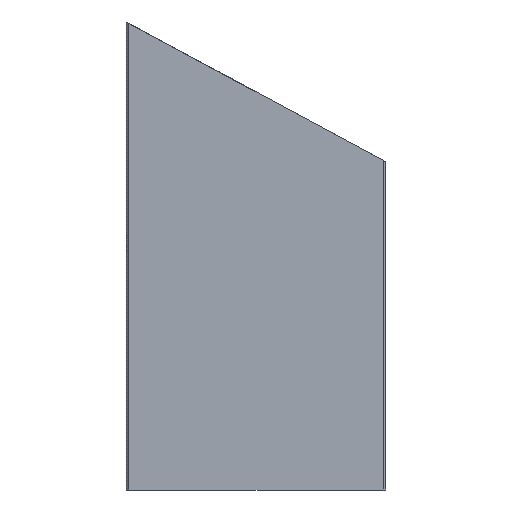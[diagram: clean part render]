
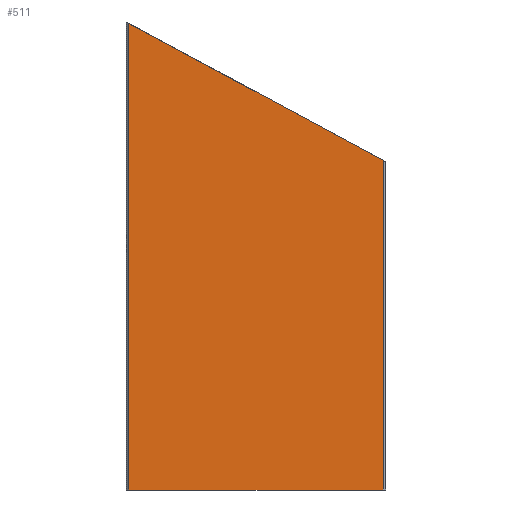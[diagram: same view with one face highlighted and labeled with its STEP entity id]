
A CAD part, left-side view. The second image highlights one B-rep face of the part: STEP entity #511.
In plain terms, the highlighted planar face has unit normal (-1, 0, 0).
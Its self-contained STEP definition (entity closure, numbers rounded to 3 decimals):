
#126 = VERTEX_POINT('',#127);
#127 = CARTESIAN_POINT('',(0.,-179.7,76.785));
#213 = VERTEX_POINT('',#214);
#214 = CARTESIAN_POINT('',(0.,-221.6,54.215));
#220 = EDGE_CURVE('',#126,#213,#221,.T.);
#221 = LINE('',#222,#223);
#222 = CARTESIAN_POINT('',(0.,-179.3,77.));
#223 = VECTOR('',#224,1.);
#224 = DIRECTION('',(0.,-0.88,-0.474));
#397 = VERTEX_POINT('',#398);
#398 = CARTESIAN_POINT('',(0.,-221.6,0.));
#406 = EDGE_CURVE('',#397,#213,#407,.T.);
#407 = LINE('',#408,#409);
#408 = CARTESIAN_POINT('',(0.,-221.6,0.));
#409 = VECTOR('',#410,1.);
#410 = DIRECTION('',(0.,0.,1.));
#420 = EDGE_CURVE('',#397,#421,#423,.T.);
#421 = VERTEX_POINT('',#422);
#422 = CARTESIAN_POINT('',(0.,-179.7,0.)
  );
#423 = LINE('',#424,#425);
#424 = CARTESIAN_POINT('',(0.,-222.,0.));
#425 = VECTOR('',#426,1.);
#426 = DIRECTION('',(0.,1.,0.));
#501 = EDGE_CURVE('',#421,#126,#502,.T.);
#502 = LINE('',#503,#504);
#503 = CARTESIAN_POINT('',(0.,-179.7,0.));
#504 = VECTOR('',#505,1.);
#505 = DIRECTION('',(0.,0.,1.));
#511 = ADVANCED_FACE('',(#512),#518,.F.);
#512 = FACE_BOUND('',#513,.F.);
#513 = EDGE_LOOP('',(#514,#515,#516,#517));
#514 = ORIENTED_EDGE('',*,*,#220,.T.);
#515 = ORIENTED_EDGE('',*,*,#406,.F.);
#516 = ORIENTED_EDGE('',*,*,#420,.T.);
#517 = ORIENTED_EDGE('',*,*,#501,.T.);
#518 = PLANE('',#519);
#519 = AXIS2_PLACEMENT_3D('',#520,#521,#522);
#520 = CARTESIAN_POINT('',(0.,-222.,0.));
#521 = DIRECTION('',(1.,0.,0.));
#522 = DIRECTION('',(0.,0.,1.));
